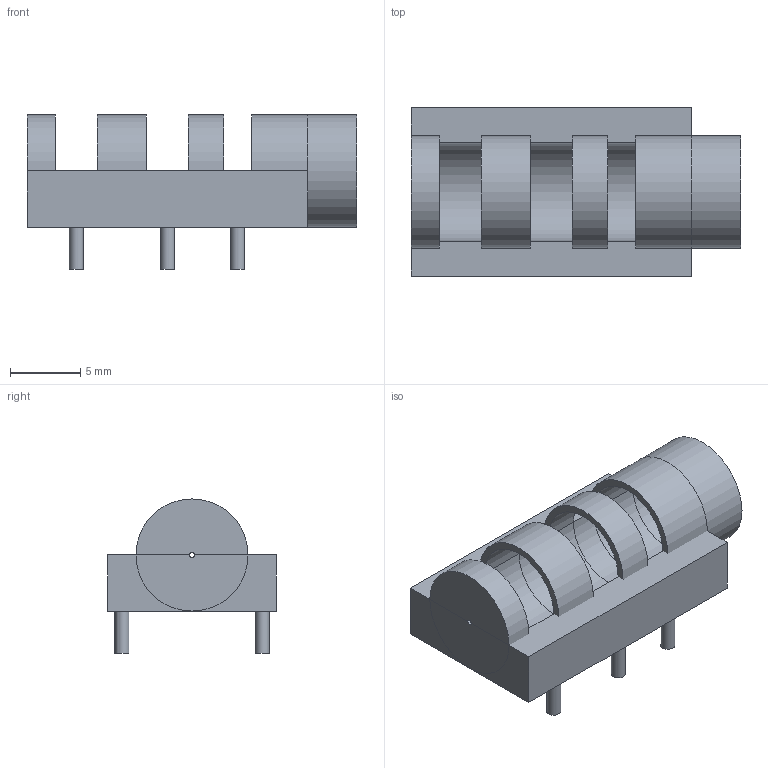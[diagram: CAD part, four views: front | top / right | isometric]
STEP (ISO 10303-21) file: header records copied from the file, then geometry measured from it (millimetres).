
FILE_DESCRIPTION(/* description */ (''),/* implementation_level */ '2;1');
FILE_NAME(/* name */ 'Jack 6.3.step',/* time_stamp */ '2021-05-28T12:35:28+03:00',/* author */ (''),/* organization */ (''),/* preprocessor_version */ 'ST-DEVELOPER v18.1',/* originating_system */ 'Autodesk Translation Framework v10.9.0.1377',/* authorisation */ '');
FILE_SCHEMA (('AUTOMOTIVE_DESIGN { 1 0 10303 214 3 1 1 }'));
Length unit declared in the file: millimetre
Products named in the file (1): (Unsaved)
Bounding box: 23.5 x 12 x 11 mm (x, y, z)
Volume: 846.9 mm3; surface area: 1757.1 mm2
Topology: 12 solids, 12 shells, 47 faces, 69 edges, 46 vertices
Faces by surface type: plane 29, cylinder 16, cone 2
Full cylindrical faces by diameter (mm): 1 x6, 7 x4, 8 x5
Entity records: 1087 total; most frequent: DIRECTION 200, CARTESIAN_POINT 163, ORIENTED_EDGE 138, AXIS2_PLACEMENT_3D 83, EDGE_CURVE 69, EDGE_LOOP 57, FACE_OUTER_BOUND 47, ADVANCED_FACE 47
